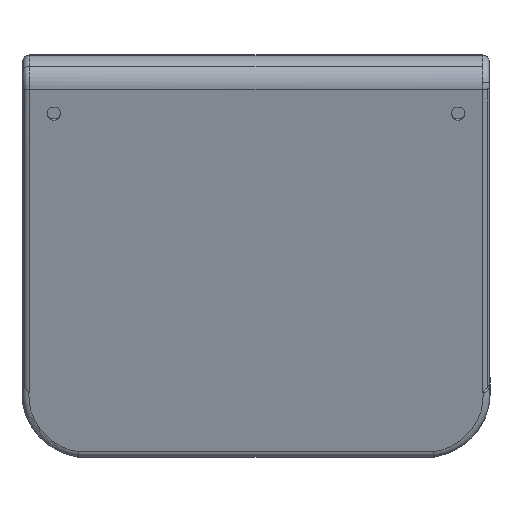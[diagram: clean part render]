
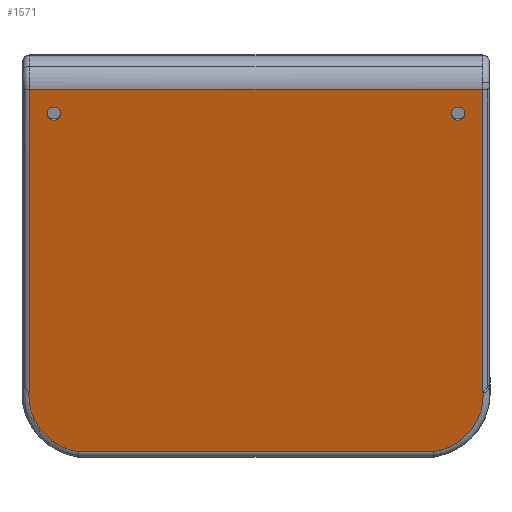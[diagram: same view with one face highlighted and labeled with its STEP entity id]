
A CAD part, top view. The second image highlights one B-rep face of the part: STEP entity #1571.
In plain terms, the highlighted planar face has unit normal (0, -0.259, 0.966).
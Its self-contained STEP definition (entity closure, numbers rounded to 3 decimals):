
#107 = CIRCLE ( 'NONE', #2725, 1. ) ;
#209 = CARTESIAN_POINT ( 'NONE',  ( -30.676, -5.025, 56.973 ) ) ;
#358 = CARTESIAN_POINT ( 'NONE',  ( -33.25, -1.483, 57.923 ) ) ;
#373 = LINE ( 'NONE', #3304, #4303 ) ;
#382 = ORIENTED_EDGE ( 'NONE', *, *, #417, .T. ) ;
#405 = EDGE_CURVE ( 'NONE', #2406, #951, #1322, .T. ) ;
#417 = EDGE_CURVE ( 'NONE', #4581, #2580, #1585, .T. ) ;
#435 = ORIENTED_EDGE ( 'NONE', *, *, #2270, .T. ) ;
#490 = CARTESIAN_POINT ( 'NONE',  ( 34.25, -1.483, 57.923 ) ) ;
#498 = VERTEX_POINT ( 'NONE', #596 ) ;
#529 = VERTEX_POINT ( 'NONE', #1298 ) ;
#556 = VERTEX_POINT ( 'NONE', #209 ) ;
#559 = EDGE_LOOP ( 'NONE', ( #1952, #2742 ) ) ;
#564 = DIRECTION ( 'NONE',  ( 0., 0.966, 0.259 ) ) ;
#584 = EDGE_LOOP ( 'NONE', ( #3581, #3817 ) ) ;
#588 = LINE ( 'NONE', #2438, #4402 ) ;
#596 = CARTESIAN_POINT ( 'NONE',  ( -26.072, -54.683, 43.668 ) ) ;
#673 = DIRECTION ( 'NONE',  ( -1., 0., 0. ) ) ;
#679 = ORIENTED_EDGE ( 'NONE', *, *, #2347, .F. ) ;
#706 = ORIENTED_EDGE ( 'NONE', *, *, #405, .T. ) ;
#711 = CARTESIAN_POINT ( 'NONE',  ( -33.349, -45.967, 46.003 ) ) ;
#817 = CARTESIAN_POINT ( 'NONE',  ( -34.25, -45.967, 46.003 ) ) ;
#864 = ORIENTED_EDGE ( 'NONE', *, *, #1402, .F. ) ;
#921 = CIRCLE ( 'NONE', #2312, 1. ) ;
#951 = VERTEX_POINT ( 'NONE', #711 ) ;
#976 = AXIS2_PLACEMENT_3D ( 'NONE', #1421, #1759, #1732 ) ;
#1022 = PLANE ( 'NONE',  #2224 ) ;
#1046 = CARTESIAN_POINT ( 'NONE',  ( -28.676, -5.025, 56.973 ) ) ;
#1059 = VECTOR ( 'NONE', #3759, 1000. ) ;
#1150 = EDGE_CURVE ( 'NONE', #2633, #529, #107, .T. ) ;
#1266 = CARTESIAN_POINT ( 'NONE',  ( 33.25, -45.967, 46.003 ) ) ;
#1280 = VECTOR ( 'NONE', #2701, 1000. ) ;
#1298 = CARTESIAN_POINT ( 'NONE',  ( 30.676, -5.025, 56.973 ) ) ;
#1308 = CARTESIAN_POINT ( 'NONE',  ( 29.676, -5.025, 56.973 ) ) ;
#1314 = VERTEX_POINT ( 'NONE', #4034 ) ;
#1322 = LINE ( 'NONE', #817, #1059 ) ;
#1354 = EDGE_LOOP ( 'NONE', ( #435, #864, #679, #1849, #706, #4351, #1693, #382 ) ) ;
#1402 = EDGE_CURVE ( 'NONE', #1595, #1314, #3479, .T. ) ;
#1421 = CARTESIAN_POINT ( 'NONE',  ( 24.688, -46.413, 45.884 ) ) ;
#1571 = ADVANCED_FACE ( 'NONE', ( #2178, #3652, #2083 ), #1022, .T. ) ;
#1582 = DIRECTION ( 'NONE',  ( -1., 0., 0. ) ) ;
#1585 = CIRCLE ( 'NONE', #976, 8.673 ) ;
#1594 = DIRECTION ( 'NONE',  ( 0., 0.259, -0.966 ) ) ;
#1595 = VERTEX_POINT ( 'NONE', #1741 ) ;
#1674 = CIRCLE ( 'NONE', #2470, 1. ) ;
#1693 = ORIENTED_EDGE ( 'NONE', *, *, #2241, .T. ) ;
#1725 = CARTESIAN_POINT ( 'NONE',  ( 26.072, -54.683, 43.668 ) ) ;
#1732 = DIRECTION ( 'NONE',  ( 0., -0.966, -0.259 ) ) ;
#1737 = DIRECTION ( 'NONE',  ( 0., 0.259, -0.966 ) ) ;
#1741 = CARTESIAN_POINT ( 'NONE',  ( 33.25, -1.483, 57.923 ) ) ;
#1759 = DIRECTION ( 'NONE',  ( 0., -0.259, 0.966 ) ) ;
#1772 = DIRECTION ( 'NONE',  ( 0., -0.259, 0.966 ) ) ;
#1826 = DIRECTION ( 'NONE',  ( 0., 0.259, -0.966 ) ) ;
#1849 = ORIENTED_EDGE ( 'NONE', *, *, #3135, .F. ) ;
#1852 = AXIS2_PLACEMENT_3D ( 'NONE', #4768, #1826, #4460 ) ;
#1952 = ORIENTED_EDGE ( 'NONE', *, *, #3674, .T. ) ;
#1980 = LINE ( 'NONE', #490, #1280 ) ;
#2006 = LINE ( 'NONE', #1266, #4152 ) ;
#2053 = DIRECTION ( 'NONE',  ( 1., 0., 0. ) ) ;
#2070 = DIRECTION ( 'NONE',  ( 0., 0.259, -0.966 ) ) ;
#2083 = FACE_BOUND ( 'NONE', #559, .T. ) ;
#2086 = CARTESIAN_POINT ( 'NONE',  ( -24.688, -46.413, 45.884 ) ) ;
#2169 = CARTESIAN_POINT ( 'NONE',  ( 33.349, -45.967, 46.003 ) ) ;
#2178 = FACE_OUTER_BOUND ( 'NONE', #1354, .T. ) ;
#2224 = AXIS2_PLACEMENT_3D ( 'NONE', #4383, #2902, #673 ) ;
#2241 = EDGE_CURVE ( 'NONE', #498, #4581, #373, .T. ) ;
#2270 = EDGE_CURVE ( 'NONE', #2580, #1314, #2006, .T. ) ;
#2312 = AXIS2_PLACEMENT_3D ( 'NONE', #2848, #1737, #2053 ) ;
#2347 = EDGE_CURVE ( 'NONE', #2861, #1595, #1980, .T. ) ;
#2396 = CARTESIAN_POINT ( 'NONE',  ( 29.676, -5.025, 56.973 ) ) ;
#2406 = VERTEX_POINT ( 'NONE', #4624 ) ;
#2438 = CARTESIAN_POINT ( 'NONE',  ( -33.25, -26.421, 51.24 ) ) ;
#2442 = CARTESIAN_POINT ( 'NONE',  ( 33.25, -12.008, 55.102 ) ) ;
#2470 = AXIS2_PLACEMENT_3D ( 'NONE', #2396, #1594, #4528 ) ;
#2580 = VERTEX_POINT ( 'NONE', #2169 ) ;
#2633 = VERTEX_POINT ( 'NONE', #4107 ) ;
#2701 = DIRECTION ( 'NONE',  ( 1., 0., 0. ) ) ;
#2725 = AXIS2_PLACEMENT_3D ( 'NONE', #1308, #2070, #3172 ) ;
#2742 = ORIENTED_EDGE ( 'NONE', *, *, #3174, .T. ) ;
#2848 = CARTESIAN_POINT ( 'NONE',  ( -29.676, -5.025, 56.973 ) ) ;
#2861 = VERTEX_POINT ( 'NONE', #358 ) ;
#2902 = DIRECTION ( 'NONE',  ( 0., -0.259, 0.966 ) ) ;
#3135 = EDGE_CURVE ( 'NONE', #2406, #2861, #588, .T. ) ;
#3158 = DIRECTION ( 'NONE',  ( 0., -0.966, -0.259 ) ) ;
#3167 = VECTOR ( 'NONE', #3158, 1000. ) ;
#3172 = DIRECTION ( 'NONE',  ( 1., 0., 0. ) ) ;
#3174 = EDGE_CURVE ( 'NONE', #556, #4488, #921, .T. ) ;
#3261 = CIRCLE ( 'NONE', #3802, 8.673 ) ;
#3304 = CARTESIAN_POINT ( 'NONE',  ( 26.15, -54.683, 43.668 ) ) ;
#3479 = LINE ( 'NONE', #2442, #3167 ) ;
#3581 = ORIENTED_EDGE ( 'NONE', *, *, #3805, .T. ) ;
#3652 = FACE_BOUND ( 'NONE', #584, .T. ) ;
#3674 = EDGE_CURVE ( 'NONE', #4488, #556, #3938, .T. ) ;
#3697 = DIRECTION ( 'NONE',  ( 1., 0., 0. ) ) ;
#3759 = DIRECTION ( 'NONE',  ( -1., 0., 0. ) ) ;
#3802 = AXIS2_PLACEMENT_3D ( 'NONE', #2086, #1772, #4257 ) ;
#3805 = EDGE_CURVE ( 'NONE', #529, #2633, #1674, .T. ) ;
#3817 = ORIENTED_EDGE ( 'NONE', *, *, #1150, .T. ) ;
#3938 = CIRCLE ( 'NONE', #1852, 1. ) ;
#4034 = CARTESIAN_POINT ( 'NONE',  ( 33.25, -45.967, 46.003 ) ) ;
#4107 = CARTESIAN_POINT ( 'NONE',  ( 28.676, -5.025, 56.973 ) ) ;
#4152 = VECTOR ( 'NONE', #1582, 1000. ) ;
#4257 = DIRECTION ( 'NONE',  ( 0., -0.966, -0.259 ) ) ;
#4303 = VECTOR ( 'NONE', #3697, 1000. ) ;
#4351 = ORIENTED_EDGE ( 'NONE', *, *, #4446, .T. ) ;
#4383 = CARTESIAN_POINT ( 'NONE',  ( 0., -26.648, 51.18 ) ) ;
#4402 = VECTOR ( 'NONE', #564, 1000. ) ;
#4446 = EDGE_CURVE ( 'NONE', #951, #498, #3261, .T. ) ;
#4460 = DIRECTION ( 'NONE',  ( 1., 0., 0. ) ) ;
#4488 = VERTEX_POINT ( 'NONE', #1046 ) ;
#4528 = DIRECTION ( 'NONE',  ( 1., 0., 0. ) ) ;
#4581 = VERTEX_POINT ( 'NONE', #1725 ) ;
#4624 = CARTESIAN_POINT ( 'NONE',  ( -33.25, -45.967, 46.003 ) ) ;
#4768 = CARTESIAN_POINT ( 'NONE',  ( -29.676, -5.025, 56.973 ) ) ;
